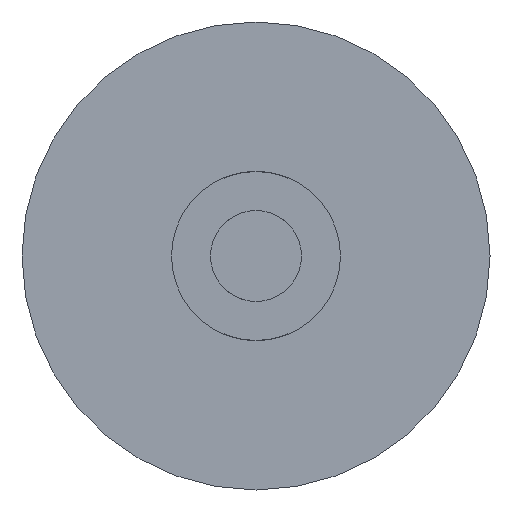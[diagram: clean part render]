
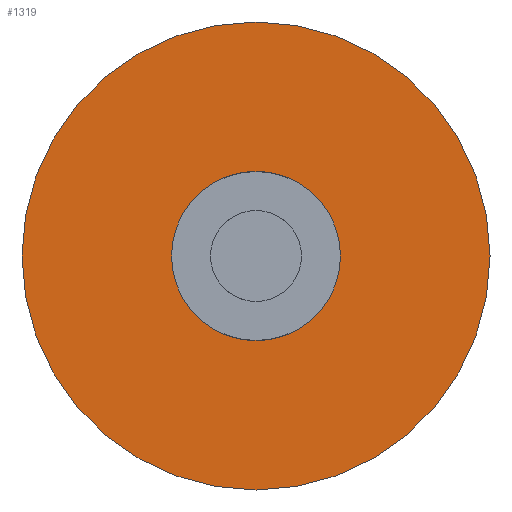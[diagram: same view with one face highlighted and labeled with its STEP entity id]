
A CAD part, front view. The second image highlights one B-rep face of the part: STEP entity #1319.
In plain terms, the highlighted planar face has unit normal (0, -1, 0).
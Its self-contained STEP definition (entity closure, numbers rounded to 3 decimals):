
#179=CARTESIAN_POINT('',(0.,12.5,0.));
#180=DIRECTION('',(0.,1.,0.));
#181=DIRECTION('',(0.,0.,-1.));
#182=AXIS2_PLACEMENT_3D('',#179,#180,#181);
#193=CARTESIAN_POINT('',(0.,12.5,0.));
#194=DIRECTION('',(0.,-1.,0.));
#195=DIRECTION('',(0.,0.,-1.));
#196=AXIS2_PLACEMENT_3D('',#193,#194,#195);
#202=CARTESIAN_POINT('',(0.,12.5,0.));
#203=DIRECTION('',(0.,1.,0.));
#204=DIRECTION('',(0.,0.,-1.));
#205=AXIS2_PLACEMENT_3D('',#202,#203,#204);
#207=CARTESIAN_POINT('',(0.,12.5,0.));
#208=DIRECTION('',(0.,-1.,0.));
#209=DIRECTION('',(0.,0.,-1.));
#210=AXIS2_PLACEMENT_3D('',#207,#208,#209);
#855=CARTESIAN_POINT('',(0.,12.5,-1.3));
#856=CARTESIAN_POINT('',(0.,12.5,1.3));
#857=VERTEX_POINT('',#855);
#858=VERTEX_POINT('',#856);
#859=CARTESIAN_POINT('',(0.,12.5,-3.6));
#860=CARTESIAN_POINT('',(0.,12.5,3.6));
#861=VERTEX_POINT('',#859);
#862=VERTEX_POINT('',#860);
#1304=CARTESIAN_POINT('',(0.,12.5,0.));
#1305=DIRECTION('',(0.,1.,0.));
#1306=DIRECTION('',(0.,0.,-1.));
#1307=AXIS2_PLACEMENT_3D('',#1304,#1305,#1306);
#1308=PLANE('',#1307);
#1309=ORIENTED_EDGE('',*,*,#1298,.F.);
#1310=ORIENTED_EDGE('',*,*,#1284,.T.);
#1311=EDGE_LOOP('',(#1309,#1310));
#1312=FACE_OUTER_BOUND('',#1311,.F.);
#1314=ORIENTED_EDGE('',*,*,#1313,.F.);
#1316=ORIENTED_EDGE('',*,*,#1315,.T.);
#1317=EDGE_LOOP('',(#1314,#1316));
#1318=FACE_BOUND('',#1317,.F.);
#1319=ADVANCED_FACE('',(#1312,#1318),#1308,.F.);
#183=CIRCLE('',#182,3.6);
#197=CIRCLE('',#196,3.6);
#206=CIRCLE('',#205,1.3);
#211=CIRCLE('',#210,1.3);
#1284=EDGE_CURVE('',#861,#862,#183,.T.);
#1298=EDGE_CURVE('',#861,#862,#197,.T.);
#1313=EDGE_CURVE('',#857,#858,#206,.T.);
#1315=EDGE_CURVE('',#857,#858,#211,.T.);
